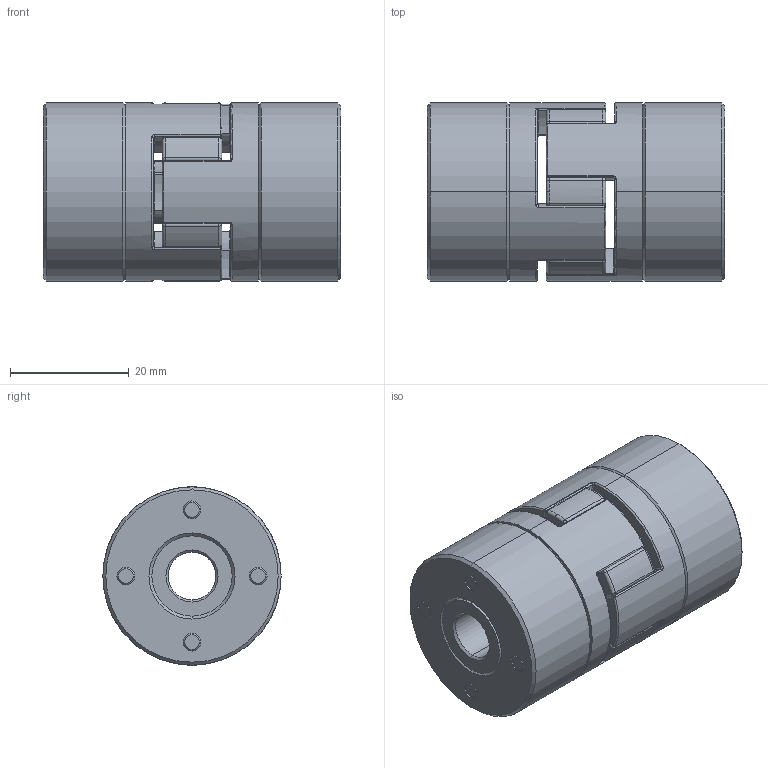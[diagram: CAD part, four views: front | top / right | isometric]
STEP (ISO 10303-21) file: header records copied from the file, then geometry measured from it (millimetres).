
FILE_DESCRIPTION (( 'STEP AP203' ), '1' );
FILE_NAME ('CL10-30.step', '2011-08-10T06:57:33', ( '' ), ( '' ), 'SwSTEP 2.0', 'SolidWorks 2010', '' );
FILE_SCHEMA (( 'CONFIG_CONTROL_DESIGN' ));
Length unit declared in the file: millimetre
Products named in the file (1): CL10-30
Bounding box: 50 x 30 x 30 mm (x, y, z)
Volume: 30861 mm3; surface area: 17687.6 mm2
Topology: 13 solids, 13 shells, 360 faces, 792 edges, 443 vertices
Faces by surface type: cylinder 128, torus 109, sphere 45, plane 34, cone 32, bspline 12
Entity records: 10567 total; most frequent: CARTESIAN_POINT 2563, DIRECTION 1908, ORIENTED_EDGE 1516, AXIS2_PLACEMENT_3D 871, EDGE_CURVE 758, CIRCLE 522, VERTEX_POINT 426, EDGE_LOOP 388
